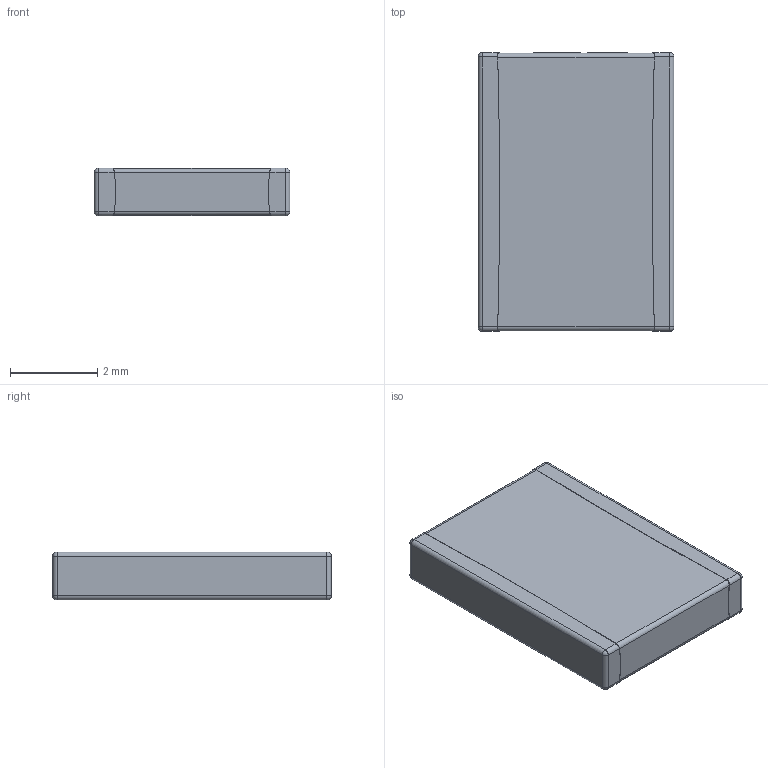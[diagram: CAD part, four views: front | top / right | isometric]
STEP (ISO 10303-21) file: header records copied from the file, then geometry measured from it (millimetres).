
FILE_DESCRIPTION(/* description */ ('Designed by EasyEDA Pro','CAx-IF Rec.Pracs.---Representation and Presentation of Product Manufacturing Information (PMI)---4.0---2014-10-13'),/* implementation_level */ '2;1');
FILE_NAME(/* name */ 'C1825.step',/* time_stamp */ '2025-01-24T17:30:01+08:00',/* author */ (''),/* organization */ (''),/* preprocessor_version */ 'ST-DEVELOPER v20',/* originating_system */ 'Autodesk Translation Framework v13.20.0.188',/* authorisation */ '');
FILE_SCHEMA (('AP242_MANAGED_MODEL_BASED_3D_ENGINEERING_MIM_LF { 1 0 10303 442 1 1 4 }'));
Length unit declared in the file: millimetre
Products named in the file (3): 5FX7-PCBModel; 5FX7-Board; 5FX7-C1-C1825
Assembly tree (2 placements, depth 2):
  5FX7-PCBModel
    5FX7-Board
    5FX7-C1-C1825
Bounding box: 4.5 x 6.4 x 1.1 mm (x, y, z)
Volume: 31.1 mm3; surface area: 79.7 mm2
Topology: 1 solids, 1 shells, 333 faces, 907 edges, 594 vertices
Faces by surface type: plane 185, bspline 112, cylinder 28, sphere 8
Entity records: 12100 total; most frequent: CARTESIAN_POINT 4065, ORIENTED_EDGE 1798, DIRECTION 1343, EDGE_CURVE 899, LINE 599, VECTOR 599, VERTEX_POINT 594, AXIS2_PLACEMENT_3D 372
